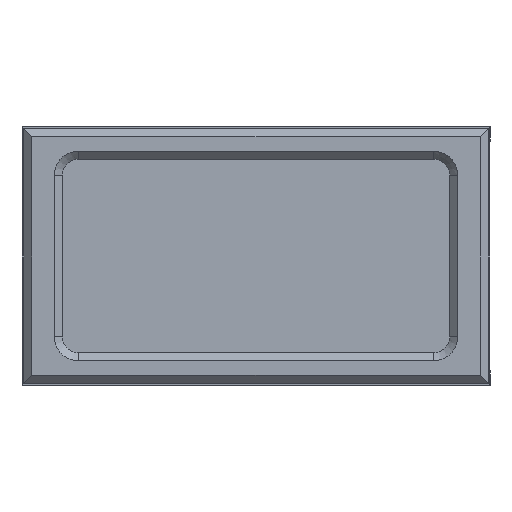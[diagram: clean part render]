
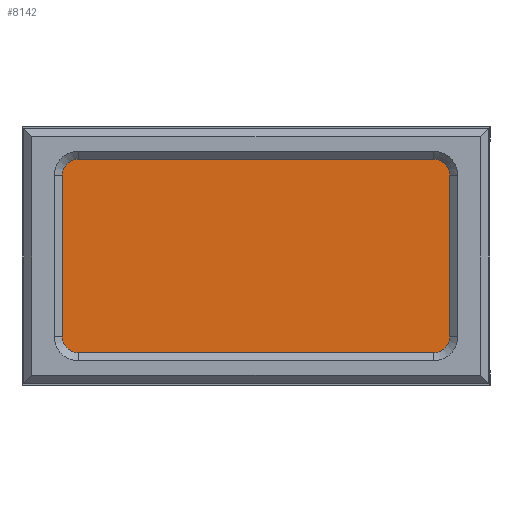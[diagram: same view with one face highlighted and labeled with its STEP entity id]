
A CAD part, front view. The second image highlights one B-rep face of the part: STEP entity #8142.
In plain terms, the highlighted planar face has unit normal (0, -1, 0).
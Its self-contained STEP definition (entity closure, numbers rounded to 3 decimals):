
#1480 = EDGE_CURVE ( 'NONE', #20172, #28495, #29314, .T. ) ;
#1889 = VERTEX_POINT ( 'NONE', #30727 ) ;
#2158 = AXIS2_PLACEMENT_3D ( 'NONE', #16952, #16749, #16743 ) ;
#4230 = LINE ( 'NONE', #32098, #23872 ) ;
#4818 = DIRECTION ( 'NONE',  ( -1., 0., 0. ) ) ;
#5060 = ORIENTED_EDGE ( 'NONE', *, *, #28721, .T. ) ;
#6915 = VECTOR ( 'NONE', #4818, 1000. ) ;
#7709 = EDGE_CURVE ( 'NONE', #29451, #20172, #23603, .T. ) ;
#8142 = ADVANCED_FACE ( 'NONE', ( #24685 ), #17482, .T. ) ;
#8765 = VECTOR ( 'NONE', #9104, 1000. ) ;
#9104 = DIRECTION ( 'NONE',  ( 1., 0., 0. ) ) ;
#9590 = CARTESIAN_POINT ( 'NONE',  ( -14.634, -11.284, -8.826 ) ) ;
#11192 = ORIENTED_EDGE ( 'NONE', *, *, #7709, .T. ) ;
#12202 = VECTOR ( 'NONE', #28370, 1000. ) ;
#15584 = EDGE_CURVE ( 'NONE', #1889, #29451, #26513, .T. ) ;
#16743 = DIRECTION ( 'NONE',  ( 1., 0., 0. ) ) ;
#16749 = DIRECTION ( 'NONE',  ( 0., -1., 0. ) ) ;
#16952 = CARTESIAN_POINT ( 'NONE',  ( -14.634, -11.284, -8.826 ) ) ;
#17482 = PLANE ( 'NONE',  #2158 ) ;
#20172 = VERTEX_POINT ( 'NONE', #32709 ) ;
#20418 = CARTESIAN_POINT ( 'NONE',  ( 12.366, -11.284, -8.826 ) ) ;
#22907 = ORIENTED_EDGE ( 'NONE', *, *, #15584, .T. ) ;
#23603 = LINE ( 'NONE', #28305, #12202 ) ;
#23768 = EDGE_LOOP ( 'NONE', ( #11192, #30936, #5060, #22907 ) ) ;
#23872 = VECTOR ( 'NONE', #24536, 1000. ) ;
#24536 = DIRECTION ( 'NONE',  ( 0., 0., 1. ) ) ;
#24685 = FACE_OUTER_BOUND ( 'NONE', #23768, .T. ) ;
#26513 = LINE ( 'NONE', #31045, #6915 ) ;
#28305 = CARTESIAN_POINT ( 'NONE',  ( -14.634, -11.284, 5.174 ) ) ;
#28370 = DIRECTION ( 'NONE',  ( 0., 0., -1. ) ) ;
#28495 = VERTEX_POINT ( 'NONE', #20418 ) ;
#28527 = CARTESIAN_POINT ( 'NONE',  ( -14.634, -11.284, 5.174 ) ) ;
#28721 = EDGE_CURVE ( 'NONE', #28495, #1889, #4230, .T. ) ;
#29314 = LINE ( 'NONE', #9590, #8765 ) ;
#29451 = VERTEX_POINT ( 'NONE', #28527 ) ;
#30727 = CARTESIAN_POINT ( 'NONE',  ( 12.366, -11.284, 5.174 ) ) ;
#30936 = ORIENTED_EDGE ( 'NONE', *, *, #1480, .T. ) ;
#31045 = CARTESIAN_POINT ( 'NONE',  ( -14.634, -11.284, 5.174 ) ) ;
#32098 = CARTESIAN_POINT ( 'NONE',  ( 12.366, -11.284, 5.174 ) ) ;
#32709 = CARTESIAN_POINT ( 'NONE',  ( -14.634, -11.284, -8.826 ) ) ;
